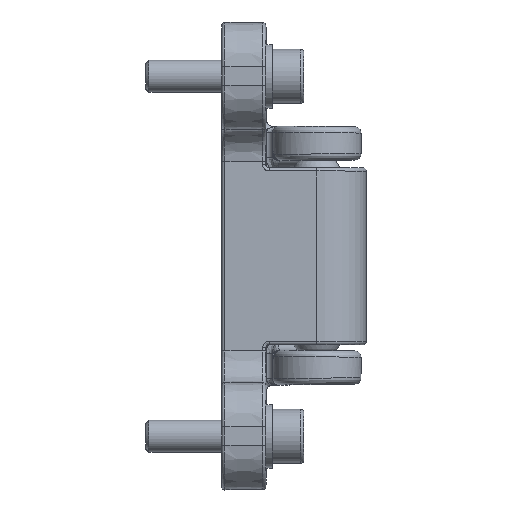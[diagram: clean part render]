
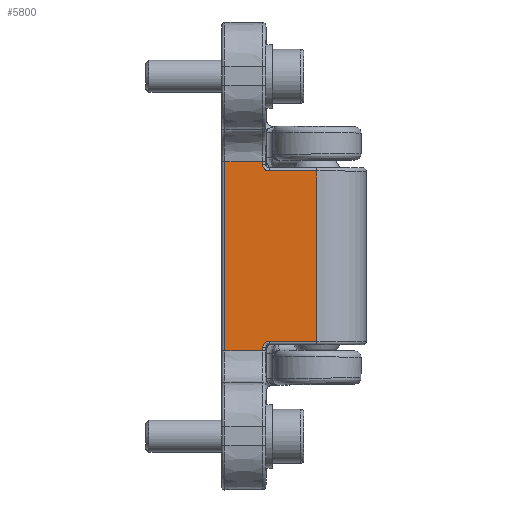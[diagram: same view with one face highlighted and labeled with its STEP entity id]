
A CAD part, top view. The second image highlights one B-rep face of the part: STEP entity #5800.
In plain terms, the highlighted face is planar.
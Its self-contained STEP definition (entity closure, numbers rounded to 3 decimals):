
#158=PLANE('',#6478);
#535=LINE('',#11965,#899);
#581=LINE('',#12128,#945);
#582=LINE('',#12130,#946);
#583=LINE('',#12132,#947);
#584=LINE('',#12141,#948);
#585=LINE('',#12143,#949);
#586=LINE('',#12145,#950);
#587=LINE('',#12153,#951);
#899=VECTOR('',#7907,30.);
#945=VECTOR('',#8053,6.);
#946=VECTOR('',#8054,6.);
#947=VECTOR('',#8055,0.5);
#948=VECTOR('',#8056,7.565);
#949=VECTOR('',#8057,27.);
#950=VECTOR('',#8058,7.565);
#951=VECTOR('',#8059,0.5);
#1195=(
BOUNDED_CURVE()
B_SPLINE_CURVE(3,(#12134,#12135,#12136,#12137,#12138,#12139),
 .UNSPECIFIED.,.F.,.F.)
B_SPLINE_CURVE_WITH_KNOTS((4,2,4),(4.712,5.498,6.283),
 .UNSPECIFIED.)
CURVE()
GEOMETRIC_REPRESENTATION_ITEM()
RATIONAL_B_SPLINE_CURVE((1.,1.,1.,1.,1.,1.))
REPRESENTATION_ITEM('')
);
#1196=(
BOUNDED_CURVE()
B_SPLINE_CURVE(3,(#12147,#12148,#12149,#12150,#12151,#12152),
 .UNSPECIFIED.,.F.,.F.)
B_SPLINE_CURVE_WITH_KNOTS((4,2,4),(3.142,3.927,4.712),
 .UNSPECIFIED.)
CURVE()
GEOMETRIC_REPRESENTATION_ITEM()
RATIONAL_B_SPLINE_CURVE((1.,1.,1.,1.,1.,1.))
REPRESENTATION_ITEM('')
);
#1533=FACE_OUTER_BOUND('',#1938,.T.);
#1938=EDGE_LOOP('',(#4954,#4955,#4956,#4957,#4958,#4959,#4960,#4961,#4962,
#4963));
#2761=VERTEX_POINT('',#11861);
#2763=VERTEX_POINT('',#11867);
#2867=VERTEX_POINT('',#12127);
#2868=VERTEX_POINT('',#12129);
#2869=VERTEX_POINT('',#12131);
#2870=VERTEX_POINT('',#12133);
#2871=VERTEX_POINT('',#12140);
#2872=VERTEX_POINT('',#12142);
#2873=VERTEX_POINT('',#12144);
#2874=VERTEX_POINT('',#12146);
#3506=EDGE_CURVE('',#2763,#2761,#535,.T.);
#3590=EDGE_CURVE('',#2867,#2763,#581,.T.);
#3591=EDGE_CURVE('',#2761,#2868,#582,.T.);
#3592=EDGE_CURVE('',#2868,#2869,#583,.T.);
#3593=EDGE_CURVE('',#2870,#2869,#1195,.T.);
#3594=EDGE_CURVE('',#2870,#2871,#584,.T.);
#3595=EDGE_CURVE('',#2871,#2872,#585,.T.);
#3596=EDGE_CURVE('',#2872,#2873,#586,.T.);
#3597=EDGE_CURVE('',#2874,#2873,#1196,.T.);
#3598=EDGE_CURVE('',#2874,#2867,#587,.T.);
#4954=ORIENTED_EDGE('',*,*,#3590,.T.);
#4955=ORIENTED_EDGE('',*,*,#3506,.T.);
#4956=ORIENTED_EDGE('',*,*,#3591,.T.);
#4957=ORIENTED_EDGE('',*,*,#3592,.T.);
#4958=ORIENTED_EDGE('',*,*,#3593,.F.);
#4959=ORIENTED_EDGE('',*,*,#3594,.T.);
#4960=ORIENTED_EDGE('',*,*,#3595,.T.);
#4961=ORIENTED_EDGE('',*,*,#3596,.T.);
#4962=ORIENTED_EDGE('',*,*,#3597,.F.);
#4963=ORIENTED_EDGE('',*,*,#3598,.T.);
#5800=ADVANCED_FACE('',(#1533),#158,.T.);
#6478=AXIS2_PLACEMENT_3D('',#12126,#8051,#8052);
#7907=DIRECTION('',(1.,0.,0.));
#8051=DIRECTION('center_axis',(0.,0.009,1.));
#8052=DIRECTION('ref_axis',(0.,-1.,0.009));
#8053=DIRECTION('',(0.,-1.,0.009));
#8054=DIRECTION('',(0.,1.,-0.009));
#8055=DIRECTION('',(-1.,0.,0.));
#8056=DIRECTION('',(0.,1.,-0.009));
#8057=DIRECTION('',(-1.,0.,0.));
#8058=DIRECTION('',(0.,-1.,0.009));
#8059=DIRECTION('',(-1.,0.,0.));
#11861=CARTESIAN_POINT('',(15.,0.504,7.996));
#11867=CARTESIAN_POINT('',(-15.,0.504,7.996));
#11965=CARTESIAN_POINT('',(-20.,0.504,7.996));
#12126=CARTESIAN_POINT('Origin',(-20.,0.,8.));
#12127=CARTESIAN_POINT('',(-15.,6.504,7.943));
#12128=CARTESIAN_POINT('',(-15.,0.,8.));
#12129=CARTESIAN_POINT('',(15.,6.504,7.943));
#12130=CARTESIAN_POINT('',(15.,0.,8.));
#12131=CARTESIAN_POINT('',(14.5,6.504,7.943));
#12132=CARTESIAN_POINT('',(14.,6.504,7.943));
#12133=CARTESIAN_POINT('',(13.5,7.504,7.935));
#12134=CARTESIAN_POINT('Ctrl Pts',(13.5,7.504,7.935));
#12135=CARTESIAN_POINT('Ctrl Pts',(13.5,7.242,7.937));
#12136=CARTESIAN_POINT('Ctrl Pts',(13.608,6.982,7.939));
#12137=CARTESIAN_POINT('Ctrl Pts',(13.978,6.612,7.942));
#12138=CARTESIAN_POINT('Ctrl Pts',(14.237,6.504,7.943));
#12139=CARTESIAN_POINT('Ctrl Pts',(14.5,6.504,7.943));
#12140=CARTESIAN_POINT('',(13.5,15.069,7.868));
#12141=CARTESIAN_POINT('',(13.5,15.069,7.868));
#12142=CARTESIAN_POINT('',(-13.5,15.069,7.868));
#12143=CARTESIAN_POINT('',(14.,15.069,7.868));
#12144=CARTESIAN_POINT('',(-13.5,7.504,7.935));
#12145=CARTESIAN_POINT('',(-13.5,0.,8.));
#12146=CARTESIAN_POINT('',(-14.5,6.504,7.943));
#12147=CARTESIAN_POINT('Ctrl Pts',(-14.5,6.504,7.943));
#12148=CARTESIAN_POINT('Ctrl Pts',(-14.237,6.504,7.943));
#12149=CARTESIAN_POINT('Ctrl Pts',(-13.978,6.612,7.942));
#12150=CARTESIAN_POINT('Ctrl Pts',(-13.608,6.982,7.939));
#12151=CARTESIAN_POINT('Ctrl Pts',(-13.5,7.242,7.937));
#12152=CARTESIAN_POINT('Ctrl Pts',(-13.5,7.504,7.935));
#12153=CARTESIAN_POINT('',(-15.,6.504,7.943));
